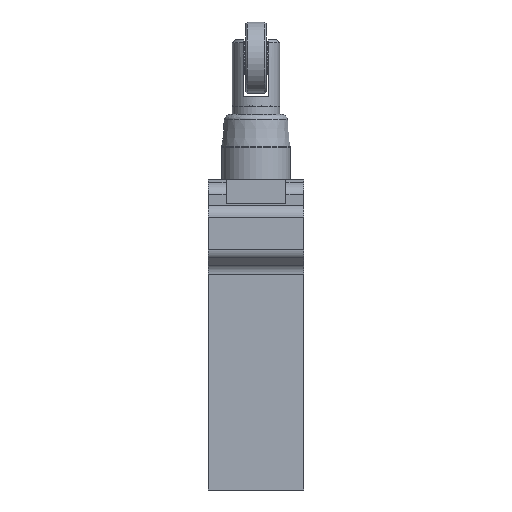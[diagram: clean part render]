
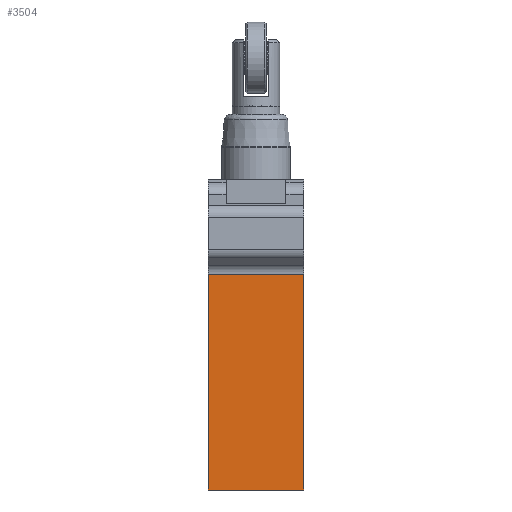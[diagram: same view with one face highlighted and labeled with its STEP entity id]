
A CAD part, left-side view. The second image highlights one B-rep face of the part: STEP entity #3504.
In plain terms, the highlighted planar face has unit normal (-1, 0, 0).
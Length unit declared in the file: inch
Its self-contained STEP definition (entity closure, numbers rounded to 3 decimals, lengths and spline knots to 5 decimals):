
#8 = DIRECTION ( 'NONE',  ( 0., 0., -1. ) ) ;
#637 = VERTEX_POINT ( 'NONE', #3973 ) ;
#814 = VECTOR ( 'NONE', #4907, 39.37008 ) ;
#969 = CARTESIAN_POINT ( 'NONE',  ( -0.59055, 0., -1.69291 ) ) ;
#1583 = EDGE_LOOP ( 'NONE', ( #1680, #3906, #2046, #2196 ) ) ;
#1680 = ORIENTED_EDGE ( 'NONE', *, *, #3962, .T. ) ;
#1685 = LINE ( 'NONE', #1754, #3456 ) ;
#1730 = FACE_OUTER_BOUND ( 'NONE', #1583, .T. ) ;
#1752 = AXIS2_PLACEMENT_3D ( 'NONE', #2588, #5418, #6122 ) ;
#1753 = DIRECTION ( 'NONE',  ( 0., 1., 0. ) ) ;
#1754 = CARTESIAN_POINT ( 'NONE',  ( -0.59055, 0., -1.5748 ) ) ;
#2046 = ORIENTED_EDGE ( 'NONE', *, *, #3590, .T. ) ;
#2196 = ORIENTED_EDGE ( 'NONE', *, *, #7037, .T. ) ;
#2557 = VERTEX_POINT ( 'NONE', #5429 ) ;
#2588 = CARTESIAN_POINT ( 'NONE',  ( -0.59055, 0., -1.5748 ) ) ;
#2683 = DIRECTION ( 'NONE',  ( 0., 0., 1. ) ) ;
#2928 = VECTOR ( 'NONE', #1753, 39.37008 ) ;
#3350 = LINE ( 'NONE', #7272, #2928 ) ;
#3456 = VECTOR ( 'NONE', #8, 39.37008 ) ;
#3504 = ADVANCED_FACE ( 'NONE', ( #1730 ), #3601, .T. ) ;
#3590 = EDGE_CURVE ( 'NONE', #6241, #637, #3350, .T. ) ;
#3601 = PLANE ( 'NONE',  #1752 ) ;
#3689 = LINE ( 'NONE', #3723, #6780 ) ;
#3723 = CARTESIAN_POINT ( 'NONE',  ( -0.59055, -0.62992, -0.61024 ) ) ;
#3727 = LINE ( 'NONE', #6550, #814 ) ;
#3807 = VERTEX_POINT ( 'NONE', #969 ) ;
#3906 = ORIENTED_EDGE ( 'NONE', *, *, #5805, .T. ) ;
#3962 = EDGE_CURVE ( 'NONE', #3807, #2557, #3727, .T. ) ;
#3973 = CARTESIAN_POINT ( 'NONE',  ( -0.59055, 0., -0.26687 ) ) ;
#4907 = DIRECTION ( 'NONE',  ( 0., -1., 0. ) ) ;
#5418 = DIRECTION ( 'NONE',  ( -1., 0., 0. ) ) ;
#5429 = CARTESIAN_POINT ( 'NONE',  ( -0.59055, -0.62992, -1.69291 ) ) ;
#5571 = CARTESIAN_POINT ( 'NONE',  ( -0.59055, -0.62992, -0.26687 ) ) ;
#5805 = EDGE_CURVE ( 'NONE', #2557, #6241, #3689, .T. ) ;
#6122 = DIRECTION ( 'NONE',  ( 0., 0., 1. ) ) ;
#6241 = VERTEX_POINT ( 'NONE', #5571 ) ;
#6550 = CARTESIAN_POINT ( 'NONE',  ( -0.59055, 0., -1.69291 ) ) ;
#6780 = VECTOR ( 'NONE', #2683, 39.37008 ) ;
#7037 = EDGE_CURVE ( 'NONE', #637, #3807, #1685, .T. ) ;
#7272 = CARTESIAN_POINT ( 'NONE',  ( -0.59055, 0., -0.26687 ) ) ;
